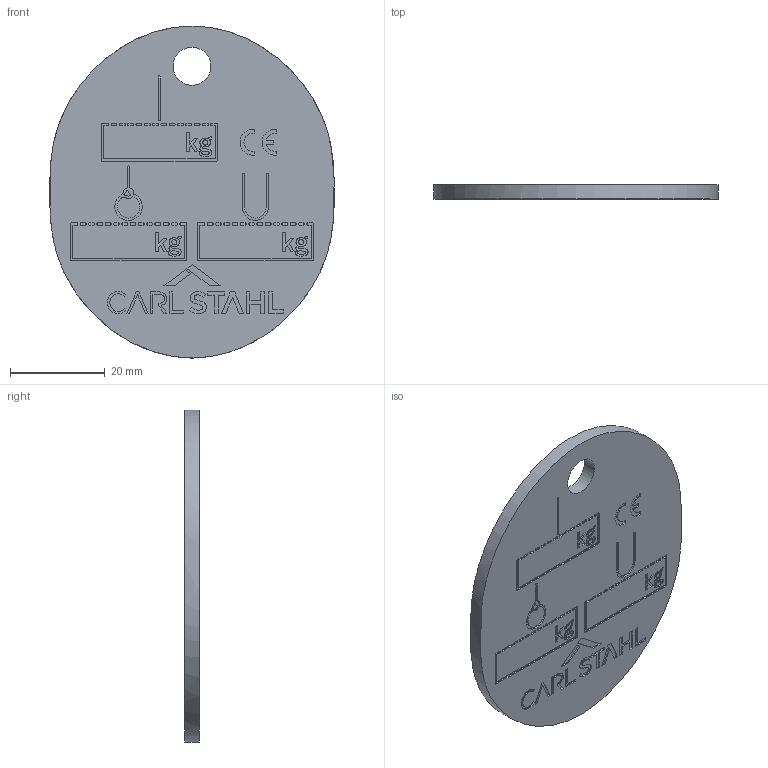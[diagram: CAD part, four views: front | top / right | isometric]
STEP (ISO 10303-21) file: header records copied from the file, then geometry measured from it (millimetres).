
FILE_DESCRIPTION(/* description */ (''),/* implementation_level */ '2;1');
FILE_NAME(/* name */ 'Ovale Belsatungskennz. - 55101500015024.stp',/* time_stamp */ '2024-08-09T12:30:44+02:00',/* author */ ('kornelius.weller'),/* organization */ (''),/* preprocessor_version */ 'ST-DEVELOPER v20',/* originating_system */ 'Autodesk Inventor 2024',/* authorisation */ '');
FILE_SCHEMA (('AUTOMOTIVE_DESIGN { 1 0 10303 214 3 1 1 }'));
Products named in the file (1): 5001 - 011
Bounding box: 59.94 x 3 x 70 mm (x, y, z)
Volume: 9809.5 mm3; surface area: 7989.8 mm2
Topology: 1 solids, 1 shells, 1683 faces, 4593 edges, 3062 vertices
Faces by surface type: bspline 802, plane 745, cylinder 136
Full cylindrical faces by diameter (mm): 8 x1
Entity records: 54576 total; most frequent: CARTESIAN_POINT 17129, ORIENTED_EDGE 9186, DIRECTION 5045, EDGE_CURVE 4593, VERTEX_POINT 3062, LINE 2717, VECTOR 2717, EDGE_LOOP 1835
